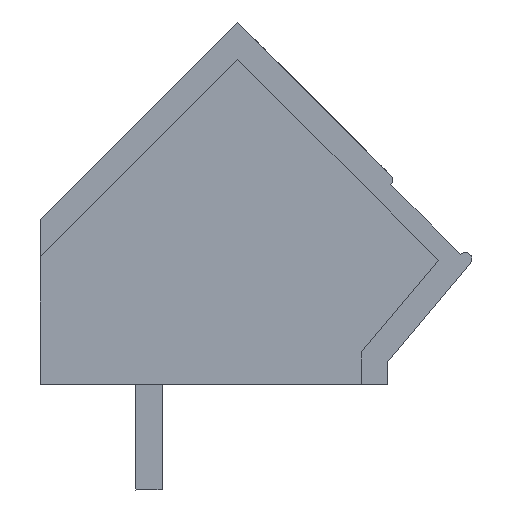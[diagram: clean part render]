
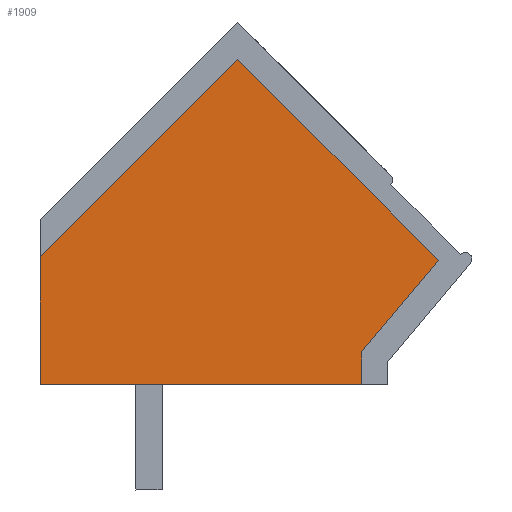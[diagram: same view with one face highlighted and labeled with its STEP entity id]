
A CAD part, left-side view. The second image highlights one B-rep face of the part: STEP entity #1909.
In plain terms, the highlighted planar face has unit normal (-1, 0, 0).
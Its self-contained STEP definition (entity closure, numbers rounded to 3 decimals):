
#1899=AXIS2_PLACEMENT_3D('Plane Axis2P3D',#1896,#1897,#1898) ;
#293=CARTESIAN_POINT('Vertex',(0.3,3.346,3.2)) ;
#296=CARTESIAN_POINT('Line Origine',(0.3,8.223,3.2)) ;
#300=CARTESIAN_POINT('Vertex',(0.3,13.1,3.2)) ;
#1024=CARTESIAN_POINT('Line Origine',(0.3,13.1,5.139)) ;
#1028=CARTESIAN_POINT('Vertex',(0.3,13.1,7.078)) ;
#1106=CARTESIAN_POINT('Line Origine',(0.3,10.105,10.073)) ;
#1110=CARTESIAN_POINT('Vertex',(0.3,7.11,13.069)) ;
#1131=CARTESIAN_POINT('Line Origine',(0.3,4.061,10.02)) ;
#1135=CARTESIAN_POINT('Vertex',(0.3,1.013,6.972)) ;
#1156=CARTESIAN_POINT('Line Origine',(0.3,2.18,5.582)) ;
#1160=CARTESIAN_POINT('Vertex',(0.3,3.346,4.191)) ;
#1181=CARTESIAN_POINT('Line Origine',(0.3,3.346,3.696)) ;
#1896=CARTESIAN_POINT('Axis2P3D Location',(0.3,4.168,11.258)) ;
#297=DIRECTION('Vector Direction',(0.,-1.,0.)) ;
#1025=DIRECTION('Vector Direction',(0.,0.,-1.)) ;
#1107=DIRECTION('Vector Direction',(0.,-0.707,0.707)) ;
#1132=DIRECTION('Vector Direction',(0.,-0.707,-0.707)) ;
#1157=DIRECTION('Vector Direction',(0.,0.643,-0.766)) ;
#1182=DIRECTION('Vector Direction',(0.,0.,-1.)) ;
#1897=DIRECTION('Axis2P3D Direction',(-1.,-0.,0.)) ;
#1898=DIRECTION('Axis2P3D XDirection',(0.,-0.707,-0.707)) ;
#298=VECTOR('Line Direction',#297,1.) ;
#1026=VECTOR('Line Direction',#1025,1.) ;
#1108=VECTOR('Line Direction',#1107,1.) ;
#1133=VECTOR('Line Direction',#1132,1.) ;
#1158=VECTOR('Line Direction',#1157,1.) ;
#1183=VECTOR('Line Direction',#1182,1.) ;
#1902=ORIENTED_EDGE('',*,*,#1112,.F.) ;
#1903=ORIENTED_EDGE('',*,*,#1030,.T.) ;
#1904=ORIENTED_EDGE('',*,*,#302,.T.) ;
#1905=ORIENTED_EDGE('',*,*,#1185,.F.) ;
#1906=ORIENTED_EDGE('',*,*,#1162,.F.) ;
#1907=ORIENTED_EDGE('',*,*,#1137,.F.) ;
#1909=ADVANCED_FACE('HOUSING',(#1908),#1900,.T.) ;
#302=EDGE_CURVE('',#301,#294,#299,.T.) ;
#1030=EDGE_CURVE('',#1029,#301,#1027,.T.) ;
#1112=EDGE_CURVE('',#1029,#1111,#1109,.T.) ;
#1137=EDGE_CURVE('',#1111,#1136,#1134,.T.) ;
#1162=EDGE_CURVE('',#1136,#1161,#1159,.T.) ;
#1185=EDGE_CURVE('',#1161,#294,#1184,.T.) ;
#1901=EDGE_LOOP('',(#1902,#1903,#1904,#1905,#1906,#1907)) ;
#1908=FACE_OUTER_BOUND('',#1901,.T.) ;
#299=LINE('Line',#296,#298) ;
#1027=LINE('Line',#1024,#1026) ;
#1109=LINE('Line',#1106,#1108) ;
#1134=LINE('Line',#1131,#1133) ;
#1159=LINE('Line',#1156,#1158) ;
#1184=LINE('Line',#1181,#1183) ;
#1900=PLANE('',#1899) ;
#294=VERTEX_POINT('',#293) ;
#301=VERTEX_POINT('',#300) ;
#1029=VERTEX_POINT('',#1028) ;
#1111=VERTEX_POINT('',#1110) ;
#1136=VERTEX_POINT('',#1135) ;
#1161=VERTEX_POINT('',#1160) ;
